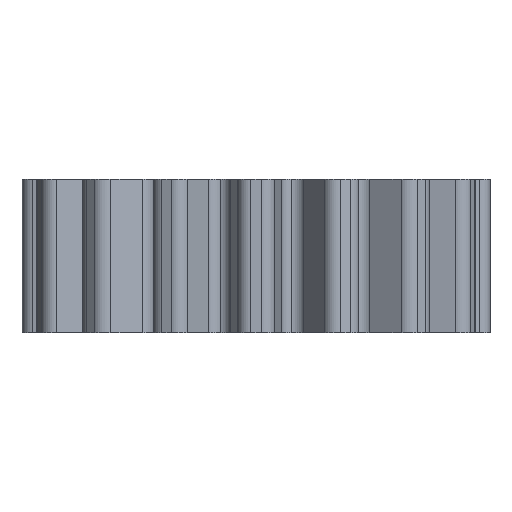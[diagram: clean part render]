
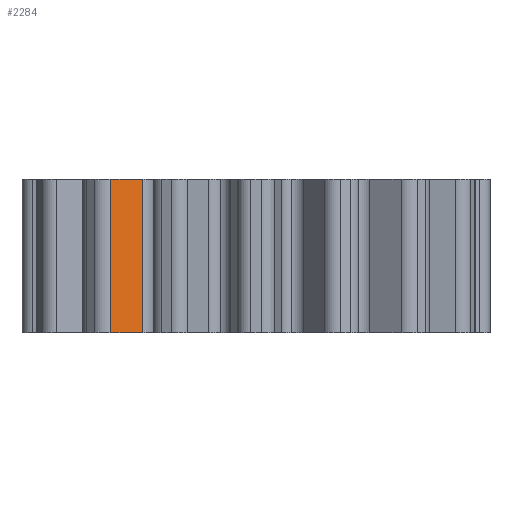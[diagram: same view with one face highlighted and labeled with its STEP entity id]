
A CAD part, left-side view. The second image highlights one B-rep face of the part: STEP entity #2284.
In plain terms, the highlighted planar face has unit normal (-0.832, -0.555, 0).
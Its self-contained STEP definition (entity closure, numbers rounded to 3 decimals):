
#32=PLANE('',#2554);
#106=FACE_OUTER_BOUND('',#228,.T.);
#228=EDGE_LOOP('',(#1843,#1844,#1845,#1846));
#364=LINE('',#3587,#582);
#410=LINE('',#3767,#628);
#462=LINE('',#3929,#680);
#463=LINE('',#3930,#681);
#582=VECTOR('',#2828,10.);
#628=VECTOR('',#2984,1000.);
#680=VECTOR('',#3134,10.);
#681=VECTOR('',#3135,10.);
#979=VERTEX_POINT('',#3584);
#980=VERTEX_POINT('',#3586);
#1058=VERTEX_POINT('',#3764);
#1059=VERTEX_POINT('',#3766);
#1227=EDGE_CURVE('',#980,#979,#364,.T.);
#1317=EDGE_CURVE('',#1058,#1059,#410,.T.);
#1406=EDGE_CURVE('',#1059,#979,#462,.T.);
#1407=EDGE_CURVE('',#1058,#980,#463,.T.);
#1843=ORIENTED_EDGE('',*,*,#1406,.F.);
#1844=ORIENTED_EDGE('',*,*,#1317,.F.);
#1845=ORIENTED_EDGE('',*,*,#1407,.T.);
#1846=ORIENTED_EDGE('',*,*,#1227,.T.);
#2284=ADVANCED_FACE('',(#106),#32,.T.);
#2554=AXIS2_PLACEMENT_3D('',#3928,#3132,#3133);
#2828=DIRECTION('',(0.555,-0.832,0.));
#2984=DIRECTION('',(0.555,-0.832,0.));
#3132=DIRECTION('center_axis',(-0.832,-0.555,0.));
#3133=DIRECTION('ref_axis',(0.555,-0.832,0.));
#3134=DIRECTION('',(0.,0.,-1.));
#3135=DIRECTION('',(0.,0.,-1.));
#3584=CARTESIAN_POINT('',(-5.826,4.416,0.));
#3586=CARTESIAN_POINT('',(-6.648,5.649,0.));
#3587=CARTESIAN_POINT('',(-3.911,1.543,0.));
#3764=CARTESIAN_POINT('',(-6.648,5.649,5.969));
#3766=CARTESIAN_POINT('',(-5.826,4.416,5.969));
#3767=CARTESIAN_POINT('',(-6.879,5.996,5.969));
#3928=CARTESIAN_POINT('Origin',(-6.879,5.996,2.159));
#3929=CARTESIAN_POINT('',(-5.826,4.416,5.969));
#3930=CARTESIAN_POINT('',(-6.648,5.649,5.969));
